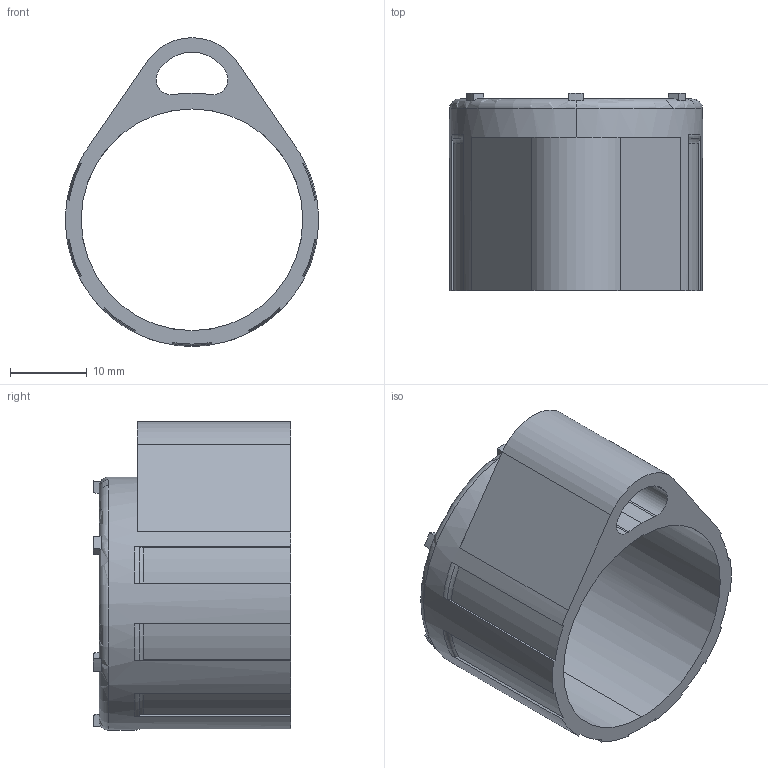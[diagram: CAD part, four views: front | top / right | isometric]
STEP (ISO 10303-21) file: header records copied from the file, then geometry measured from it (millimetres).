
FILE_DESCRIPTION (( 'STEP AP214' ), '1' );
FILE_NAME ('Accutron 214 Thumb Wrench.STEP', '2021-12-22T22:31:07', ( '' ), ( '' ), 'SwSTEP 2.0', 'SolidWorks 2020', '' );
FILE_SCHEMA (( 'AUTOMOTIVE_DESIGN' ));
Length unit declared in the file: millimetre
Products named in the file (1): Accutron 214 Thumb Wrench
Bounding box: 33 x 25.75 x 40.25 mm (x, y, z)
Volume: 6068.9 mm3; surface area: 6078.2 mm2
Topology: 1 solids, 1 shells, 105 faces, 305 edges, 200 vertices
Faces by surface type: plane 44, torus 28, cylinder 27, cone 6
Entity records: 3644 total; most frequent: CARTESIAN_POINT 767, DIRECTION 624, ORIENTED_EDGE 610, EDGE_CURVE 305, AXIS2_PLACEMENT_3D 253, VERTEX_POINT 200, CIRCLE 147, LINE 118
